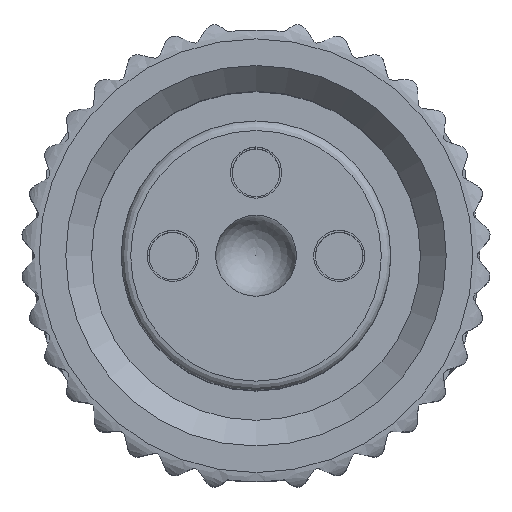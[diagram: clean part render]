
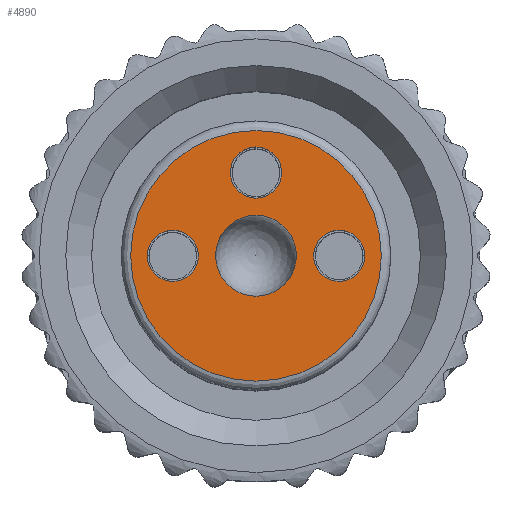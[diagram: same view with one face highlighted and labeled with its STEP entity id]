
A CAD part, top view. The second image highlights one B-rep face of the part: STEP entity #4890.
In plain terms, the highlighted planar face has unit normal (0, 0, 1).
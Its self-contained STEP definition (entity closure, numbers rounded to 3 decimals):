
#260=PLANE('',#5210);
#392=CIRCLE('',#5209,2.635);
#393=CIRCLE('',#5211,0.85);
#394=CIRCLE('',#5212,0.538);
#395=CIRCLE('',#5213,0.538);
#396=CIRCLE('',#5214,0.538);
#1363=ORIENTED_EDGE('',*,*,#1920,.T.);
#1364=ORIENTED_EDGE('',*,*,#1921,.T.);
#1365=ORIENTED_EDGE('',*,*,#1922,.T.);
#1366=ORIENTED_EDGE('',*,*,#1923,.T.);
#1367=ORIENTED_EDGE('',*,*,#1919,.F.);
#1919=EDGE_CURVE('',#2262,#2262,#392,.T.);
#1920=EDGE_CURVE('',#2263,#2263,#393,.T.);
#1921=EDGE_CURVE('',#2264,#2264,#394,.F.);
#1922=EDGE_CURVE('',#2265,#2265,#395,.T.);
#1923=EDGE_CURVE('',#2266,#2266,#396,.T.);
#2262=VERTEX_POINT('',#7641);
#2263=VERTEX_POINT('',#7644);
#2264=VERTEX_POINT('',#7646);
#2265=VERTEX_POINT('',#7648);
#2266=VERTEX_POINT('',#7650);
#2953=EDGE_LOOP('',(#1363));
#2954=EDGE_LOOP('',(#1364));
#2955=EDGE_LOOP('',(#1365));
#2956=EDGE_LOOP('',(#1366));
#2957=EDGE_LOOP('',(#1367));
#3185=FACE_BOUND('',#2953,.T.);
#3186=FACE_BOUND('',#2954,.T.);
#3187=FACE_BOUND('',#2955,.T.);
#3188=FACE_BOUND('',#2956,.T.);
#3189=FACE_BOUND('',#2957,.T.);
#4890=ADVANCED_FACE('',(#3185,#3186,#3187,#3188,#3189),#260,.T.);
#5209=AXIS2_PLACEMENT_3D('',#7640,#6069,#6070);
#5210=AXIS2_PLACEMENT_3D('',#7642,#6071,#6072);
#5211=AXIS2_PLACEMENT_3D('',#7643,#6073,#6074);
#5212=AXIS2_PLACEMENT_3D('',#7645,#6075,#6076);
#5213=AXIS2_PLACEMENT_3D('',#7647,#6077,#6078);
#5214=AXIS2_PLACEMENT_3D('',#7649,#6079,#6080);
#6069=DIRECTION('',(0.,0.,-1.));
#6070=DIRECTION('',(-1.,0.,0.));
#6071=DIRECTION('',(0.,0.,1.));
#6072=DIRECTION('',(1.,0.,0.));
#6073=DIRECTION('',(0.,0.,-1.));
#6074=DIRECTION('',(-1.,0.,0.));
#6075=DIRECTION('',(0.,0.,1.));
#6076=DIRECTION('',(1.,0.,0.));
#6077=DIRECTION('',(0.,0.,-1.));
#6078=DIRECTION('',(-1.,0.,0.));
#6079=DIRECTION('',(0.,0.,-1.));
#6080=DIRECTION('',(-1.,0.,0.));
#7640=CARTESIAN_POINT('',(0.,0.,-0.45));
#7641=CARTESIAN_POINT('',(-2.635,0.,-0.45));
#7642=CARTESIAN_POINT('',(0.,2.635,-0.45));
#7643=CARTESIAN_POINT('',(0.,0.,-0.45));
#7644=CARTESIAN_POINT('',(-0.85,0.,-0.45));
#7645=CARTESIAN_POINT('',(0.,1.75,-0.45));
#7646=CARTESIAN_POINT('',(0.538,1.75,-0.45));
#7647=CARTESIAN_POINT('',(-1.75,0.,-0.45));
#7648=CARTESIAN_POINT('',(-2.288,0.,-0.45));
#7649=CARTESIAN_POINT('',(1.75,0.,-0.45));
#7650=CARTESIAN_POINT('',(1.213,0.,-0.45));
